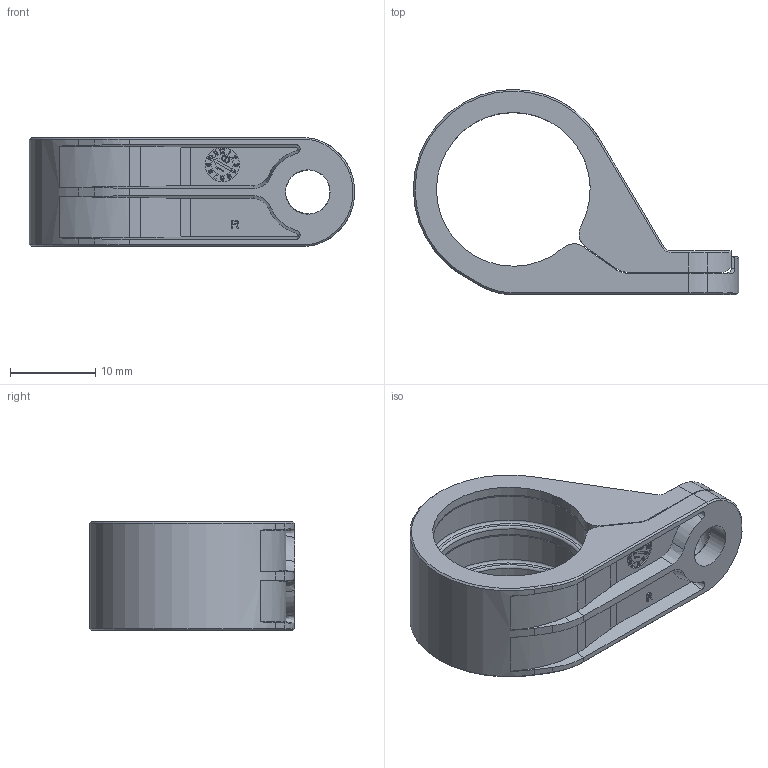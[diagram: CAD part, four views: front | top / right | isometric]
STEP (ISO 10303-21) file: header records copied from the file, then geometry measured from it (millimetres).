
FILE_DESCRIPTION((''),'2;1');
FILE_NAME('3506_8X21_5XX-FERME','2020-03-10T',('presta_be4'),(''),'CREO PARAMETRIC BY PTC INC, 2018360','CREO PARAMETRIC BY PTC INC, 2018360','');
FILE_SCHEMA(('CONFIG_CONTROL_DESIGN'));
Length unit declared in the file: millimetre
Products named in the file (1): 3506_8X21_5XX-FERME
Bounding box: 38.08 x 24 x 12.7 mm (x, y, z)
Volume: 2648.6 mm3; surface area: 3582.6 mm2
Topology: 1 solids, 1 shells, 761 faces, 2130 edges, 1400 vertices
Faces by surface type: plane 639, cylinder 50, cone 31, bspline 24, torus 17
Entity records: 26105 total; most frequent: CARTESIAN_POINT 6718, ORIENTED_EDGE 4260, DIRECTION 3600, EDGE_CURVE 2130, VECTOR 1858, LINE 1858, VERTEX_POINT 1400, AXIS2_PLACEMENT_3D 871
